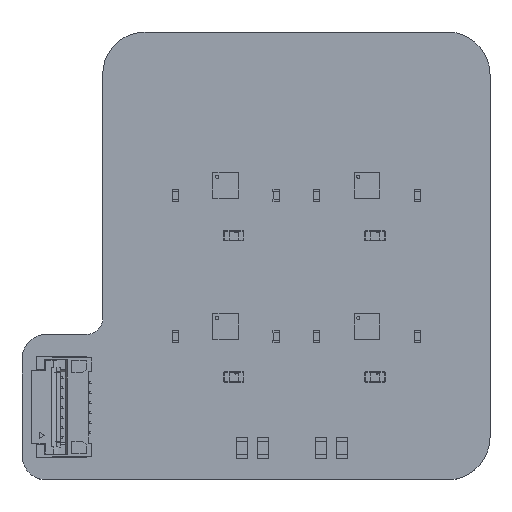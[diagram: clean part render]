
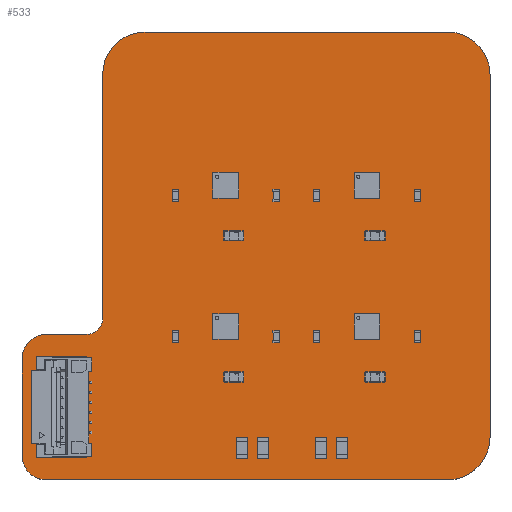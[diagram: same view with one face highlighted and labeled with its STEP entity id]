
A CAD part, top view. The second image highlights one B-rep face of the part: STEP entity #533.
In plain terms, the highlighted planar face has unit normal (0, 0, 1).
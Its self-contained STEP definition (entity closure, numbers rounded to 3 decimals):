
#136 = VERTEX_POINT('',#137);
#137 = CARTESIAN_POINT('',(-2.9,-0.1,0.411));
#143 = EDGE_CURVE('',#136,#144,#146,.T.);
#144 = VERTEX_POINT('',#145);
#145 = CARTESIAN_POINT('',(17.001,-0.1,0.411));
#146 = LINE('',#147,#148);
#147 = CARTESIAN_POINT('',(-2.9,-0.1,0.411));
#148 = VECTOR('',#149,1.);
#149 = DIRECTION('',(1.,0.,0.));
#174 = EDGE_CURVE('',#144,#175,#177,.T.);
#175 = VERTEX_POINT('',#176);
#176 = CARTESIAN_POINT('',(19.1,2.,0.411));
#177 = CIRCLE('',#178,2.1);
#178 = AXIS2_PLACEMENT_3D('',#179,#180,#181);
#179 = CARTESIAN_POINT('',(17.,2.,0.411));
#180 = DIRECTION('',(0.,0.,1.));
#181 = DIRECTION('',(0.,-1.,0.));
#207 = EDGE_CURVE('',#175,#208,#210,.T.);
#208 = VERTEX_POINT('',#209);
#209 = CARTESIAN_POINT('',(19.1,20.002,0.411));
#210 = LINE('',#211,#212);
#211 = CARTESIAN_POINT('',(19.1,2.,0.411));
#212 = VECTOR('',#213,1.);
#213 = DIRECTION('',(0.,1.,0.));
#238 = EDGE_CURVE('',#208,#239,#241,.T.);
#239 = VERTEX_POINT('',#240);
#240 = CARTESIAN_POINT('',(17.,22.1,0.411));
#241 = CIRCLE('',#242,2.098);
#242 = AXIS2_PLACEMENT_3D('',#243,#244,#245);
#243 = CARTESIAN_POINT('',(17.002,20.002,0.411));
#244 = DIRECTION('',(0.,0.,1.));
#245 = DIRECTION('',(1.,0.,-0.));
#271 = EDGE_CURVE('',#239,#272,#274,.T.);
#272 = VERTEX_POINT('',#273);
#273 = CARTESIAN_POINT('',(1.998,22.1,0.411));
#274 = LINE('',#275,#276);
#275 = CARTESIAN_POINT('',(17.,22.1,0.411));
#276 = VECTOR('',#277,1.);
#277 = DIRECTION('',(-1.,0.,0.));
#302 = EDGE_CURVE('',#272,#303,#305,.T.);
#303 = VERTEX_POINT('',#304);
#304 = CARTESIAN_POINT('',(-0.1,20.,0.411));
#305 = CIRCLE('',#306,2.1);
#306 = AXIS2_PLACEMENT_3D('',#307,#308,#309);
#307 = CARTESIAN_POINT('',(2.,20.,0.411));
#308 = DIRECTION('',(0.,0.,1.));
#309 = DIRECTION('',(-0.001,1.,0.));
#335 = EDGE_CURVE('',#303,#336,#338,.T.);
#336 = VERTEX_POINT('',#337);
#337 = CARTESIAN_POINT('',(-0.1,7.9,0.411));
#338 = LINE('',#339,#340);
#339 = CARTESIAN_POINT('',(-0.1,20.,0.411));
#340 = VECTOR('',#341,1.);
#341 = DIRECTION('',(0.,-1.,0.));
#366 = EDGE_CURVE('',#336,#367,#369,.T.);
#367 = VERTEX_POINT('',#368);
#368 = CARTESIAN_POINT('',(-0.884,7.116,0.411));
#369 = CIRCLE('',#370,0.784);
#370 = AXIS2_PLACEMENT_3D('',#371,#372,#373);
#371 = CARTESIAN_POINT('',(-0.884,7.9,0.411));
#372 = DIRECTION('',(0.,0.,-1.));
#373 = DIRECTION('',(1.,0.001,0.));
#399 = EDGE_CURVE('',#367,#400,#402,.T.);
#400 = VERTEX_POINT('',#401);
#401 = CARTESIAN_POINT('',(-2.884,7.116,0.411));
#402 = LINE('',#403,#404);
#403 = CARTESIAN_POINT('',(-0.884,7.116,0.411));
#404 = VECTOR('',#405,1.);
#405 = DIRECTION('',(-1.,0.,0.));
#430 = EDGE_CURVE('',#400,#431,#433,.T.);
#431 = VERTEX_POINT('',#432);
#432 = CARTESIAN_POINT('',(-4.1,5.9,0.411));
#433 = CIRCLE('',#434,1.215);
#434 = AXIS2_PLACEMENT_3D('',#435,#436,#437);
#435 = CARTESIAN_POINT('',(-2.885,5.901,0.411));
#436 = DIRECTION('',(0.,0.,1.));
#437 = DIRECTION('',(0.,1.,-0.));
#463 = EDGE_CURVE('',#431,#464,#466,.T.);
#464 = VERTEX_POINT('',#465);
#465 = CARTESIAN_POINT('',(-4.1,1.1,0.411));
#466 = LINE('',#467,#468);
#467 = CARTESIAN_POINT('',(-4.1,5.9,0.411));
#468 = VECTOR('',#469,1.);
#469 = DIRECTION('',(0.,-1.,0.));
#494 = EDGE_CURVE('',#464,#136,#495,.T.);
#495 = CIRCLE('',#496,1.198);
#496 = AXIS2_PLACEMENT_3D('',#497,#498,#499);
#497 = CARTESIAN_POINT('',(-2.902,1.098,0.411));
#498 = DIRECTION('',(0.,0.,1.));
#499 = DIRECTION('',(-1.,0.001,0.));
#533 = ADVANCED_FACE('',(#534),#548,.T.);
#534 = FACE_BOUND('',#535,.T.);
#535 = EDGE_LOOP('',(#536,#537,#538,#539,#540,#541,#542,#543,#544,#545,
    #546,#547));
#536 = ORIENTED_EDGE('',*,*,#143,.T.);
#537 = ORIENTED_EDGE('',*,*,#174,.T.);
#538 = ORIENTED_EDGE('',*,*,#207,.T.);
#539 = ORIENTED_EDGE('',*,*,#238,.T.);
#540 = ORIENTED_EDGE('',*,*,#271,.T.);
#541 = ORIENTED_EDGE('',*,*,#302,.T.);
#542 = ORIENTED_EDGE('',*,*,#335,.T.);
#543 = ORIENTED_EDGE('',*,*,#366,.T.);
#544 = ORIENTED_EDGE('',*,*,#399,.T.);
#545 = ORIENTED_EDGE('',*,*,#430,.T.);
#546 = ORIENTED_EDGE('',*,*,#463,.T.);
#547 = ORIENTED_EDGE('',*,*,#494,.T.);
#548 = PLANE('',#549);
#549 = AXIS2_PLACEMENT_3D('',#550,#551,#552);
#550 = CARTESIAN_POINT('',(8.197,10.292,0.411));
#551 = DIRECTION('',(0.,0.,1.));
#552 = DIRECTION('',(1.,0.,-0.));
